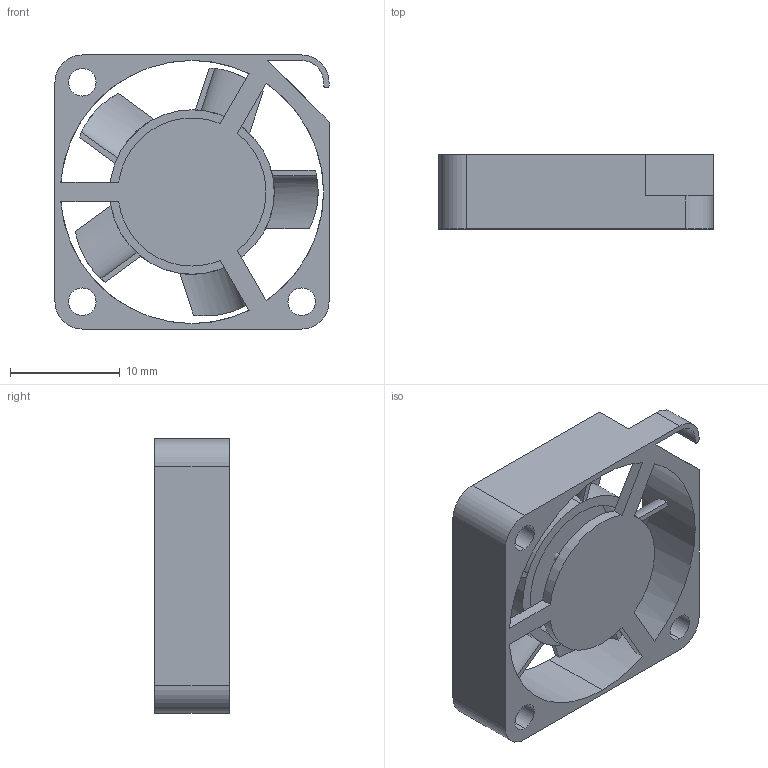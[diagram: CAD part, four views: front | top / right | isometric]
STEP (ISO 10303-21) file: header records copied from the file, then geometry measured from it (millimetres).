
FILE_DESCRIPTION (( 'STEP AP203' ), '1' );
FILE_NAME ('1330 Fan 25x25.STEP', '2013-09-09T13:20:46', ( 'The M瞁潎in' ), ( '' ), 'SwSTEP 2.0', 'SolidWorks 2013', '' );
FILE_SCHEMA (( 'CONFIG_CONTROL_DESIGN' ));
Length unit declared in the file: millimetre
Products named in the file (3): 1330 Fan Base 25x25; 1330 Fan Rotor 25x25; 1330 Fan 25x25
Assembly tree (2 placements, depth 2):
  1330 Fan 25x25
    1330 Fan Base 25x25
    1330 Fan Rotor 25x25
Bounding box: 25 x 6.75 x 25 mm (x, y, z)
Volume: 1468.6 mm3; surface area: 2973.7 mm2
Topology: 2 solids, 2 shells, 74 faces, 201 edges, 135 vertices
Faces by surface type: plane 32, cylinder 30, bspline 10, torus 2
Entity records: 3587 total; most frequent: CARTESIAN_POINT 1398, ORIENTED_EDGE 402, DIRECTION 382, EDGE_CURVE 201, AXIS2_PLACEMENT_3D 139, VERTEX_POINT 135, LINE 104, VECTOR 104
